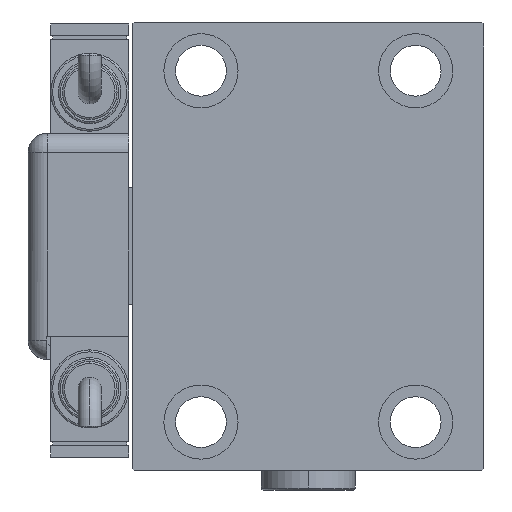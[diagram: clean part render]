
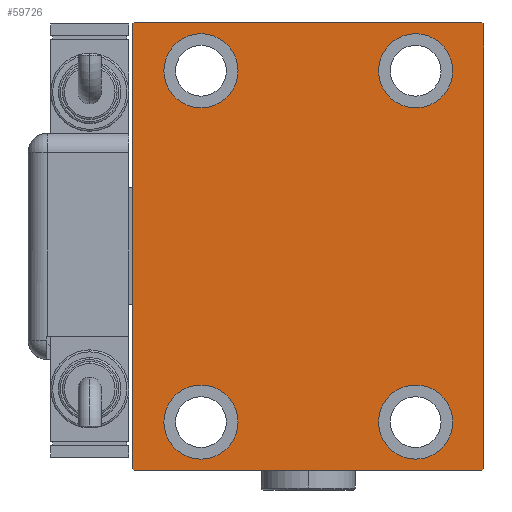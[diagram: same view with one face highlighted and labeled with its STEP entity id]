
A CAD part, left-side view. The second image highlights one B-rep face of the part: STEP entity #59726.
In plain terms, the highlighted face is planar.
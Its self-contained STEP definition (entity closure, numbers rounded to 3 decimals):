
#77 = CARTESIAN_POINT ( 'NONE',  ( 158., -45., -57.5 ) ) ;
#406 = ORIENTED_EDGE ( 'NONE', *, *, #11699, .T. ) ;
#641 = VECTOR ( 'NONE', #42450, 1000. ) ;
#821 = ORIENTED_EDGE ( 'NONE', *, *, #36284, .T. ) ;
#826 = VECTOR ( 'NONE', #5349, 1000. ) ;
#1433 = FACE_BOUND ( 'NONE', #34364, .T. ) ;
#1445 = VERTEX_POINT ( 'NONE', #30007 ) ;
#1716 = CIRCLE ( 'NONE', #15604, 9.5 ) ;
#2818 = DIRECTION ( 'NONE',  ( 0., 0.707, -0.707 ) ) ;
#2891 = EDGE_LOOP ( 'NONE', ( #57360, #7006, #9274, #21367, #48851, #37691, #11032, #47679 ) ) ;
#3430 = EDGE_CURVE ( 'NONE', #24904, #12598, #10790, .T. ) ;
#3546 = CARTESIAN_POINT ( 'NONE',  ( 158., 27.5, 45. ) ) ;
#4383 = VERTEX_POINT ( 'NONE', #57652 ) ;
#4833 = LINE ( 'NONE', #52895, #12589 ) ;
#4924 = CARTESIAN_POINT ( 'NONE',  ( 158., 51., -51. ) ) ;
#5179 = VERTEX_POINT ( 'NONE', #37693 ) ;
#5189 = PLANE ( 'NONE',  #55837 ) ;
#5349 = DIRECTION ( 'NONE',  ( 0., 1., 0. ) ) ;
#5390 = DIRECTION ( 'NONE',  ( -1., 0., 0. ) ) ;
#5635 = EDGE_CURVE ( 'NONE', #41874, #46967, #38597, .T. ) ;
#5664 = DIRECTION ( 'NONE',  ( 0., 0., 1. ) ) ;
#6116 = EDGE_LOOP ( 'NONE', ( #406, #35896 ) ) ;
#6134 = EDGE_CURVE ( 'NONE', #1445, #28607, #1716, .T. ) ;
#7006 = ORIENTED_EDGE ( 'NONE', *, *, #55710, .T. ) ;
#7122 = VERTEX_POINT ( 'NONE', #23016 ) ;
#7239 = ORIENTED_EDGE ( 'NONE', *, *, #36963, .T. ) ;
#7543 = EDGE_CURVE ( 'NONE', #29833, #25669, #43139, .T. ) ;
#7723 = CARTESIAN_POINT ( 'NONE',  ( 158., 27.5, -45. ) ) ;
#7921 = LINE ( 'NONE', #46028, #51589 ) ;
#8825 = DIRECTION ( 'NONE',  ( 0., 0., 1. ) ) ;
#9161 = CARTESIAN_POINT ( 'NONE',  ( 158., -27.5, -45. ) ) ;
#9274 = ORIENTED_EDGE ( 'NONE', *, *, #18697, .T. ) ;
#9327 = VECTOR ( 'NONE', #14746, 1000. ) ;
#9710 = VECTOR ( 'NONE', #42571, 1000. ) ;
#9799 = VECTOR ( 'NONE', #2818, 1000. ) ;
#10113 = ORIENTED_EDGE ( 'NONE', *, *, #6134, .T. ) ;
#10776 = FACE_BOUND ( 'NONE', #6116, .T. ) ;
#10790 = LINE ( 'NONE', #57121, #641 ) ;
#11032 = ORIENTED_EDGE ( 'NONE', *, *, #3430, .T. ) ;
#11508 = CARTESIAN_POINT ( 'NONE',  ( 158., -27.5, 45. ) ) ;
#11699 = EDGE_CURVE ( 'NONE', #5179, #7122, #45353, .T. ) ;
#12589 = VECTOR ( 'NONE', #23851, 1000. ) ;
#12598 = VERTEX_POINT ( 'NONE', #18806 ) ;
#13054 = EDGE_CURVE ( 'NONE', #28607, #1445, #14445, .T. ) ;
#14319 = CARTESIAN_POINT ( 'NONE',  ( 158., 44.5, 57.5 ) ) ;
#14445 = CIRCLE ( 'NONE', #60409, 9.5 ) ;
#14502 = DIRECTION ( 'NONE',  ( -1., 0., 0. ) ) ;
#14746 = DIRECTION ( 'NONE',  ( 0., -1., 0. ) ) ;
#15170 = LINE ( 'NONE', #4924, #28923 ) ;
#15604 = AXIS2_PLACEMENT_3D ( 'NONE', #26694, #17025, #46707 ) ;
#16618 = DIRECTION ( 'NONE',  ( 0., 0., 1. ) ) ;
#16635 = VERTEX_POINT ( 'NONE', #42141 ) ;
#16809 = DIRECTION ( 'NONE',  ( -1., 0., 0. ) ) ;
#17025 = DIRECTION ( 'NONE',  ( -1., 0., 0. ) ) ;
#18566 = EDGE_LOOP ( 'NONE', ( #35706, #10113 ) ) ;
#18697 = EDGE_CURVE ( 'NONE', #25877, #4383, #4833, .T. ) ;
#18806 = CARTESIAN_POINT ( 'NONE',  ( 158., 45., 57. ) ) ;
#18841 = ORIENTED_EDGE ( 'NONE', *, *, #5635, .T. ) ;
#18953 = CARTESIAN_POINT ( 'NONE',  ( 158., 44.5, -57.5 ) ) ;
#19121 = CARTESIAN_POINT ( 'NONE',  ( 158., -51., 51. ) ) ;
#20429 = CARTESIAN_POINT ( 'NONE',  ( 158., 0., 0. ) ) ;
#21367 = ORIENTED_EDGE ( 'NONE', *, *, #56897, .T. ) ;
#22938 = CARTESIAN_POINT ( 'NONE',  ( 158., -27.5, -54.5 ) ) ;
#23016 = CARTESIAN_POINT ( 'NONE',  ( 158., 27.5, 54.5 ) ) ;
#23851 = DIRECTION ( 'NONE',  ( 0., 0., -1. ) ) ;
#24119 = LINE ( 'NONE', #43183, #9327 ) ;
#24200 = DIRECTION ( 'NONE',  ( 1., 0., 0. ) ) ;
#24904 = VERTEX_POINT ( 'NONE', #27378 ) ;
#25669 = VERTEX_POINT ( 'NONE', #18953 ) ;
#25877 = VERTEX_POINT ( 'NONE', #33237 ) ;
#26053 = AXIS2_PLACEMENT_3D ( 'NONE', #57017, #14502, #33565 ) ;
#26597 = CARTESIAN_POINT ( 'NONE',  ( 158., -27.5, -45. ) ) ;
#26694 = CARTESIAN_POINT ( 'NONE',  ( 158., 27.5, -45. ) ) ;
#27088 = VERTEX_POINT ( 'NONE', #14319 ) ;
#27247 = DIRECTION ( 'NONE',  ( 0., -0.707, 0.707 ) ) ;
#27300 = ORIENTED_EDGE ( 'NONE', *, *, #29744, .T. ) ;
#27378 = CARTESIAN_POINT ( 'NONE',  ( 158., 45., -57. ) ) ;
#27854 = DIRECTION ( 'NONE',  ( -1., 0., 0. ) ) ;
#28340 = EDGE_CURVE ( 'NONE', #25669, #24904, #15170, .T. ) ;
#28607 = VERTEX_POINT ( 'NONE', #51700 ) ;
#28886 = FACE_OUTER_BOUND ( 'NONE', #2891, .T. ) ;
#28923 = VECTOR ( 'NONE', #47391, 1000. ) ;
#29367 = CARTESIAN_POINT ( 'NONE',  ( 158., 27.5, 45. ) ) ;
#29744 = EDGE_CURVE ( 'NONE', #46967, #41874, #47943, .T. ) ;
#29833 = VERTEX_POINT ( 'NONE', #46541 ) ;
#30007 = CARTESIAN_POINT ( 'NONE',  ( 158., 27.5, -35.5 ) ) ;
#30935 = AXIS2_PLACEMENT_3D ( 'NONE', #9161, #5390, #52850 ) ;
#31062 = AXIS2_PLACEMENT_3D ( 'NONE', #11508, #16809, #39633 ) ;
#32117 = CIRCLE ( 'NONE', #26053, 9.5 ) ;
#32140 = LINE ( 'NONE', #45893, #9799 ) ;
#33237 = CARTESIAN_POINT ( 'NONE',  ( 158., -45., 57. ) ) ;
#33565 = DIRECTION ( 'NONE',  ( 0., 0., 1. ) ) ;
#33900 = DIRECTION ( 'NONE',  ( 0., 0., -1. ) ) ;
#34364 = EDGE_LOOP ( 'NONE', ( #27300, #18841 ) ) ;
#35706 = ORIENTED_EDGE ( 'NONE', *, *, #13054, .T. ) ;
#35896 = ORIENTED_EDGE ( 'NONE', *, *, #48281, .T. ) ;
#36284 = EDGE_CURVE ( 'NONE', #43020, #16635, #50019, .T. ) ;
#36402 = AXIS2_PLACEMENT_3D ( 'NONE', #29367, #53748, #5664 ) ;
#36963 = EDGE_CURVE ( 'NONE', #16635, #43020, #32117, .T. ) ;
#37365 = DIRECTION ( 'NONE',  ( 0., 0., 1. ) ) ;
#37691 = ORIENTED_EDGE ( 'NONE', *, *, #28340, .T. ) ;
#37693 = CARTESIAN_POINT ( 'NONE',  ( 158., 27.5, 35.5 ) ) ;
#38473 = CIRCLE ( 'NONE', #51460, 9.5 ) ;
#38597 = CIRCLE ( 'NONE', #46600, 9.5 ) ;
#39633 = DIRECTION ( 'NONE',  ( 0., 0., 1. ) ) ;
#40368 = DIRECTION ( 'NONE',  ( -1., 0., 0. ) ) ;
#41874 = VERTEX_POINT ( 'NONE', #48545 ) ;
#42141 = CARTESIAN_POINT ( 'NONE',  ( 158., -27.5, 54.5 ) ) ;
#42450 = DIRECTION ( 'NONE',  ( 0., 0., 1. ) ) ;
#42571 = DIRECTION ( 'NONE',  ( 0., -0.707, -0.707 ) ) ;
#43020 = VERTEX_POINT ( 'NONE', #57857 ) ;
#43094 = EDGE_CURVE ( 'NONE', #27088, #57632, #24119, .T. ) ;
#43139 = LINE ( 'NONE', #77, #826 ) ;
#43183 = CARTESIAN_POINT ( 'NONE',  ( 158., 45., 57.5 ) ) ;
#45353 = CIRCLE ( 'NONE', #36402, 9.5 ) ;
#45893 = CARTESIAN_POINT ( 'NONE',  ( 158., -51., -51. ) ) ;
#46028 = CARTESIAN_POINT ( 'NONE',  ( 158., 51., 51. ) ) ;
#46077 = EDGE_LOOP ( 'NONE', ( #821, #7239 ) ) ;
#46541 = CARTESIAN_POINT ( 'NONE',  ( 158., -44.5, -57.5 ) ) ;
#46600 = AXIS2_PLACEMENT_3D ( 'NONE', #26597, #40368, #16618 ) ;
#46707 = DIRECTION ( 'NONE',  ( 0., 0., 1. ) ) ;
#46905 = CARTESIAN_POINT ( 'NONE',  ( 158., -44.5, 57.5 ) ) ;
#46967 = VERTEX_POINT ( 'NONE', #22938 ) ;
#47391 = DIRECTION ( 'NONE',  ( 0., 0.707, 0.707 ) ) ;
#47679 = ORIENTED_EDGE ( 'NONE', *, *, #51265, .T. ) ;
#47943 = CIRCLE ( 'NONE', #30935, 9.5 ) ;
#47965 = FACE_BOUND ( 'NONE', #46077, .T. ) ;
#48167 = LINE ( 'NONE', #19121, #9710 ) ;
#48281 = EDGE_CURVE ( 'NONE', #7122, #5179, #38473, .T. ) ;
#48545 = CARTESIAN_POINT ( 'NONE',  ( 158., -27.5, -35.5 ) ) ;
#48851 = ORIENTED_EDGE ( 'NONE', *, *, #7543, .T. ) ;
#50019 = CIRCLE ( 'NONE', #31062, 9.5 ) ;
#51265 = EDGE_CURVE ( 'NONE', #12598, #27088, #7921, .T. ) ;
#51460 = AXIS2_PLACEMENT_3D ( 'NONE', #3546, #27854, #8825 ) ;
#51589 = VECTOR ( 'NONE', #27247, 1000. ) ;
#51700 = CARTESIAN_POINT ( 'NONE',  ( 158., 27.5, -54.5 ) ) ;
#52850 = DIRECTION ( 'NONE',  ( 0., 0., 1. ) ) ;
#52895 = CARTESIAN_POINT ( 'NONE',  ( 158., -45., 57.5 ) ) ;
#53248 = FACE_BOUND ( 'NONE', #18566, .T. ) ;
#53748 = DIRECTION ( 'NONE',  ( -1., 0., 0. ) ) ;
#55710 = EDGE_CURVE ( 'NONE', #57632, #25877, #48167, .T. ) ;
#55837 = AXIS2_PLACEMENT_3D ( 'NONE', #20429, #24200, #33900 ) ;
#56897 = EDGE_CURVE ( 'NONE', #4383, #29833, #32140, .T. ) ;
#57017 = CARTESIAN_POINT ( 'NONE',  ( 158., -27.5, 45. ) ) ;
#57121 = CARTESIAN_POINT ( 'NONE',  ( 158., 45., -57.5 ) ) ;
#57360 = ORIENTED_EDGE ( 'NONE', *, *, #43094, .T. ) ;
#57632 = VERTEX_POINT ( 'NONE', #46905 ) ;
#57652 = CARTESIAN_POINT ( 'NONE',  ( 158., -45., -57. ) ) ;
#57857 = CARTESIAN_POINT ( 'NONE',  ( 158., -27.5, 35.5 ) ) ;
#59726 = ADVANCED_FACE ( 'NONE', ( #1433, #47965, #10776, #53248, #28886 ), #5189, .T. ) ;
#60409 = AXIS2_PLACEMENT_3D ( 'NONE', #7723, #61123, #37365 ) ;
#61123 = DIRECTION ( 'NONE',  ( -1., 0., 0. ) ) ;
